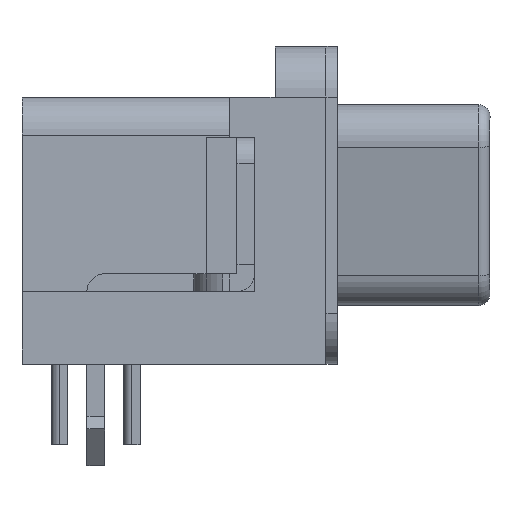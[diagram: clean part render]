
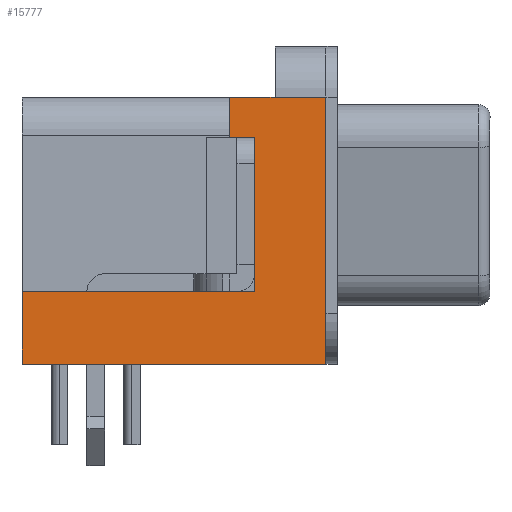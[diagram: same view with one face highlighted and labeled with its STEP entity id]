
A CAD part, left-side view. The second image highlights one B-rep face of the part: STEP entity #15777.
In plain terms, the highlighted planar face has unit normal (-1, 0, 0).
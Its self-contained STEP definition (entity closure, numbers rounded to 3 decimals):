
#854=LINE('',#23423,#2812);
#868=LINE('',#23458,#2826);
#876=LINE('',#23478,#2834);
#884=LINE('',#23501,#2842);
#885=LINE('',#23503,#2843);
#886=LINE('',#23505,#2844);
#887=LINE('',#23507,#2845);
#888=LINE('',#23508,#2846);
#889=LINE('',#23510,#2847);
#2812=VECTOR('',#18682,1000.);
#2826=VECTOR('',#18704,1000.);
#2834=VECTOR('',#18720,1000.);
#2842=VECTOR('',#18740,1000.);
#2843=VECTOR('',#18741,1000.);
#2844=VECTOR('',#18742,1000.);
#2845=VECTOR('',#18743,1000.);
#2846=VECTOR('',#18744,1000.);
#2847=VECTOR('',#18745,1000.);
#4925=ORIENTED_EDGE('',*,*,#9391,.T.);
#4926=ORIENTED_EDGE('',*,*,#9430,.T.);
#4927=ORIENTED_EDGE('',*,*,#9431,.T.);
#4928=ORIENTED_EDGE('',*,*,#9432,.T.);
#4929=ORIENTED_EDGE('',*,*,#9433,.F.);
#4930=ORIENTED_EDGE('',*,*,#9408,.T.);
#4931=ORIENTED_EDGE('',*,*,#9434,.T.);
#4932=ORIENTED_EDGE('',*,*,#9435,.T.);
#4933=ORIENTED_EDGE('',*,*,#9419,.T.);
#9391=EDGE_CURVE('',#11620,#11619,#854,.T.);
#9408=EDGE_CURVE('',#11634,#11636,#868,.T.);
#9419=EDGE_CURVE('',#11645,#11620,#876,.T.);
#9430=EDGE_CURVE('',#11619,#11654,#884,.T.);
#9431=EDGE_CURVE('',#11654,#11655,#885,.T.);
#9432=EDGE_CURVE('',#11655,#11656,#886,.T.);
#9433=EDGE_CURVE('',#11634,#11656,#887,.T.);
#9434=EDGE_CURVE('',#11636,#11657,#888,.T.);
#9435=EDGE_CURVE('',#11657,#11645,#889,.T.);
#11619=VERTEX_POINT('',#23422);
#11620=VERTEX_POINT('',#23424);
#11634=VERTEX_POINT('',#23453);
#11636=VERTEX_POINT('',#23457);
#11645=VERTEX_POINT('',#23479);
#11654=VERTEX_POINT('',#23502);
#11655=VERTEX_POINT('',#23504);
#11656=VERTEX_POINT('',#23506);
#11657=VERTEX_POINT('',#23509);
#13054=EDGE_LOOP('',(#4925,#4926,#4927,#4928,#4929,#4930,#4931,#4932,#4933));
#14102=FACE_BOUND('',#13054,.T.);
#15069=PLANE('',#16895);
#15777=ADVANCED_FACE('',(#14102),#15069,.T.);
#16895=AXIS2_PLACEMENT_3D('',#23500,#18738,#18739);
#18682=DIRECTION('',(0.,0.,1.));
#18704=DIRECTION('',(0.,0.,-1.));
#18720=DIRECTION('',(0.,-1.,0.));
#18738=DIRECTION('',(-1.,0.,0.));
#18739=DIRECTION('',(0.,0.,1.));
#18740=DIRECTION('',(0.,1.,0.));
#18741=DIRECTION('',(0.,1.,0.));
#18742=DIRECTION('',(0.,0.,-1.));
#18743=DIRECTION('',(0.,1.,0.));
#18744=DIRECTION('',(0.,1.,0.));
#18745=DIRECTION('',(0.,0.,-1.));
#23422=CARTESIAN_POINT('',(-26.55,-5.975,4.25));
#23423=CARTESIAN_POINT('',(-26.55,-5.975,-6.25));
#23424=CARTESIAN_POINT('',(-26.55,-5.975,-6.25));
#23453=CARTESIAN_POINT('',(-26.55,-3.175,2.65));
#23457=CARTESIAN_POINT('',(-26.55,-3.175,-3.4));
#23458=CARTESIAN_POINT('',(-26.55,-3.175,2.65));
#23478=CARTESIAN_POINT('',(-26.55,5.975,-6.25));
#23479=CARTESIAN_POINT('',(-26.55,5.975,-6.25));
#23500=CARTESIAN_POINT('',(-26.55,0.,0.));
#23501=CARTESIAN_POINT('',(-26.55,0.,4.25));
#23502=CARTESIAN_POINT('',(-26.55,-3.975,4.25));
#23503=CARTESIAN_POINT('',(-26.55,-3.975,4.25));
#23504=CARTESIAN_POINT('',(-26.55,-2.175,4.25));
#23505=CARTESIAN_POINT('',(-26.55,-2.175,4.25));
#23506=CARTESIAN_POINT('',(-26.55,-2.175,2.65));
#23507=CARTESIAN_POINT('',(-26.55,-3.175,2.65));
#23508=CARTESIAN_POINT('',(-26.55,-2.175,-3.4));
#23509=CARTESIAN_POINT('',(-26.55,5.975,-3.4));
#23510=CARTESIAN_POINT('',(-26.55,5.975,4.25));
